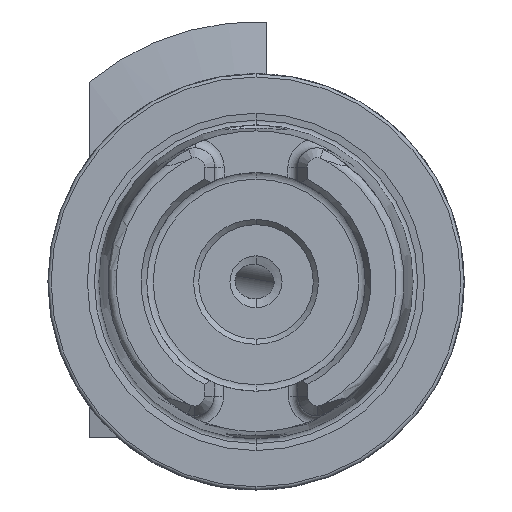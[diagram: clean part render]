
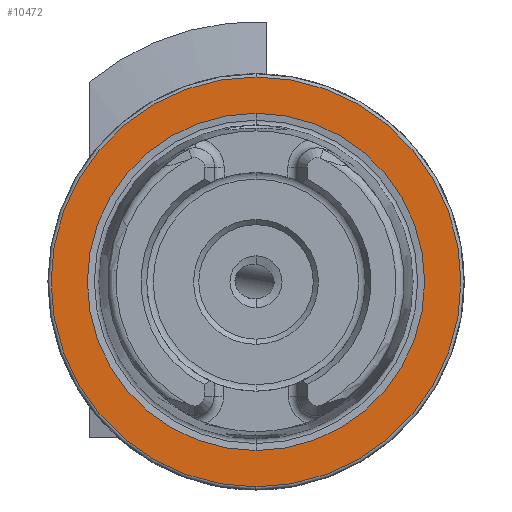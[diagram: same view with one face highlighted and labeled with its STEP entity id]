
A CAD part, left-side view. The second image highlights one B-rep face of the part: STEP entity #10472.
In plain terms, the highlighted planar face has unit normal (-1, 0, 0).
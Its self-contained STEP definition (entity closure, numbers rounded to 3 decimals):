
#335 = CARTESIAN_POINT ( 'NONE',  ( 0., 0., 0. ) ) ;
#336 = VERTEX_POINT ( 'NONE', #5087 ) ;
#346 = ORIENTED_EDGE ( 'NONE', *, *, #7795, .F. ) ;
#841 = CARTESIAN_POINT ( 'NONE',  ( 0., 0., 0. ) ) ;
#959 = FACE_OUTER_BOUND ( 'NONE', #8426, .T. ) ;
#1085 = DIRECTION ( 'NONE',  ( -1., 0., 0. ) ) ;
#1091 = AXIS2_PLACEMENT_3D ( 'NONE', #8514, #1942, #7853 ) ;
#1942 = DIRECTION ( 'NONE',  ( 1., 0., 0. ) ) ;
#1978 = CIRCLE ( 'NONE', #5840, 16.207 ) ;
#2704 = AXIS2_PLACEMENT_3D ( 'NONE', #7922, #1085, #3627 ) ;
#2833 = DIRECTION ( 'NONE',  ( -1., 0., 0. ) ) ;
#2954 = CARTESIAN_POINT ( 'NONE',  ( 0., 0., 0. ) ) ;
#3046 = ORIENTED_EDGE ( 'NONE', *, *, #3154, .T. ) ;
#3154 = EDGE_CURVE ( 'NONE', #9820, #10132, #3242, .T. ) ;
#3242 = CIRCLE ( 'NONE', #2704, 19.7 ) ;
#3627 = DIRECTION ( 'NONE',  ( 0., 0., 1. ) ) ;
#3628 = CARTESIAN_POINT ( 'NONE',  ( 0., 0., 19.7 ) ) ;
#3933 = ORIENTED_EDGE ( 'NONE', *, *, #7110, .F. ) ;
#4270 = DIRECTION ( 'NONE',  ( -1., 0., 0. ) ) ;
#4495 = PLANE ( 'NONE',  #1091 ) ;
#5087 = CARTESIAN_POINT ( 'NONE',  ( 0., 0., 16.207 ) ) ;
#5133 = CIRCLE ( 'NONE', #7591, 19.7 ) ;
#5559 = CARTESIAN_POINT ( 'NONE',  ( 0., 0., -16.207 ) ) ;
#5604 = EDGE_CURVE ( 'NONE', #10132, #9820, #5133, .T. ) ;
#5708 = CARTESIAN_POINT ( 'NONE',  ( 0., 0., -19.7 ) ) ;
#5810 = EDGE_LOOP ( 'NONE', ( #3933, #346 ) ) ;
#5840 = AXIS2_PLACEMENT_3D ( 'NONE', #841, #4270, #6741 ) ;
#5903 = ORIENTED_EDGE ( 'NONE', *, *, #5604, .T. ) ;
#6234 = DIRECTION ( 'NONE',  ( 0., 0., 1. ) ) ;
#6290 = DIRECTION ( 'NONE',  ( -1., 0., 0. ) ) ;
#6717 = AXIS2_PLACEMENT_3D ( 'NONE', #335, #2833, #6234 ) ;
#6741 = DIRECTION ( 'NONE',  ( 0., 0., 1. ) ) ;
#7067 = CIRCLE ( 'NONE', #6717, 16.207 ) ;
#7110 = EDGE_CURVE ( 'NONE', #336, #10549, #1978, .T. ) ;
#7237 = DIRECTION ( 'NONE',  ( 0., 0., 1. ) ) ;
#7591 = AXIS2_PLACEMENT_3D ( 'NONE', #2954, #6290, #7237 ) ;
#7795 = EDGE_CURVE ( 'NONE', #10549, #336, #7067, .T. ) ;
#7853 = DIRECTION ( 'NONE',  ( 0., 0., -1. ) ) ;
#7922 = CARTESIAN_POINT ( 'NONE',  ( 0., 0., 0. ) ) ;
#8426 = EDGE_LOOP ( 'NONE', ( #3046, #5903 ) ) ;
#8514 = CARTESIAN_POINT ( 'NONE',  ( 0., 19.7, 0. ) ) ;
#8610 = FACE_BOUND ( 'NONE', #5810, .T. ) ;
#9820 = VERTEX_POINT ( 'NONE', #3628 ) ;
#10132 = VERTEX_POINT ( 'NONE', #5708 ) ;
#10472 = ADVANCED_FACE ( 'NONE', ( #8610, #959 ), #4495, .F. ) ;
#10549 = VERTEX_POINT ( 'NONE', #5559 ) ;
